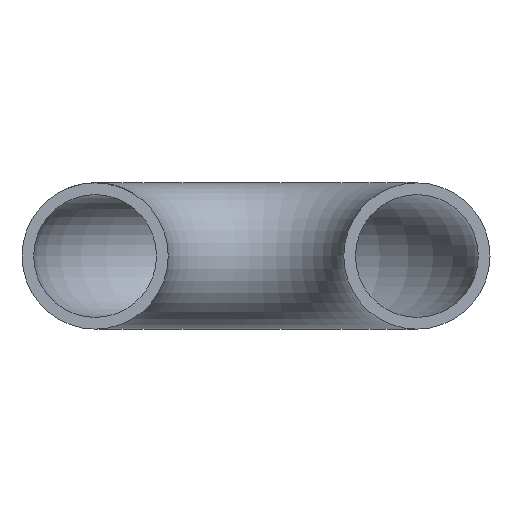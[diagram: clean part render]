
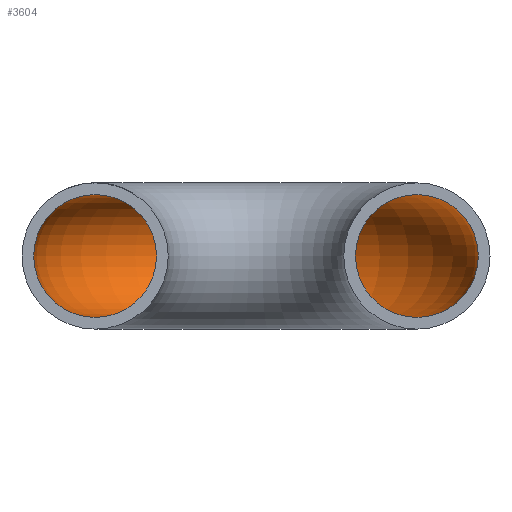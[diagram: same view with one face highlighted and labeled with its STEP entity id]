
A CAD part, front view. The second image highlights one B-rep face of the part: STEP entity #3604.
In plain terms, the highlighted toroidal (fillet/blend) face has major radius 27.5 mm and minor radius 10.5 mm.
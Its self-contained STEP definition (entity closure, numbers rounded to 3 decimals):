
#312 = DIRECTION ( 'NONE',  ( 0., 1., 0. ) ) ;
#578 = CIRCLE ( 'NONE', #8566, 10.5 ) ;
#799 = CIRCLE ( 'NONE', #7238, 10.5 ) ;
#1107 = DIRECTION ( 'NONE',  ( -1., 0., 0. ) ) ;
#1795 = VERTEX_POINT ( 'NONE', #7509 ) ;
#1977 = AXIS2_PLACEMENT_3D ( 'NONE', #8776, #8921, #1107 ) ;
#2041 = VERTEX_POINT ( 'NONE', #11282 ) ;
#2407 = ORIENTED_EDGE ( 'NONE', *, *, #9485, .T. ) ;
#2924 = EDGE_LOOP ( 'NONE', ( #6187 ) ) ;
#3580 = FACE_OUTER_BOUND ( 'NONE', #2924, .T. ) ;
#3604 = ADVANCED_FACE ( 'NONE', ( #13725, #3580 ), #5968, .F. ) ;
#5968 = TOROIDAL_SURFACE ( 'NONE', #1977, 27.5, 10.5 ) ;
#6163 = CARTESIAN_POINT ( 'NONE',  ( 27.5, 0., 0. ) ) ;
#6187 = ORIENTED_EDGE ( 'NONE', *, *, #9142, .F. ) ;
#6453 = DIRECTION ( 'NONE',  ( 0., 0., 1. ) ) ;
#6952 = EDGE_LOOP ( 'NONE', ( #2407 ) ) ;
#7238 = AXIS2_PLACEMENT_3D ( 'NONE', #12620, #312, #6453 ) ;
#7509 = CARTESIAN_POINT ( 'NONE',  ( 38., 0., 0. ) ) ;
#8435 = DIRECTION ( 'NONE',  ( 0., -1., 0. ) ) ;
#8566 = AXIS2_PLACEMENT_3D ( 'NONE', #6163, #8435, #9272 ) ;
#8776 = CARTESIAN_POINT ( 'NONE',  ( 0., 0., 0. ) ) ;
#8921 = DIRECTION ( 'NONE',  ( 0., 0., -1. ) ) ;
#9142 = EDGE_CURVE ( 'NONE', #2041, #2041, #799, .T. ) ;
#9272 = DIRECTION ( 'NONE',  ( 1., 0., 0. ) ) ;
#9485 = EDGE_CURVE ( 'NONE', #1795, #1795, #578, .T. ) ;
#11282 = CARTESIAN_POINT ( 'NONE',  ( -27.5, 0., 10.5 ) ) ;
#12620 = CARTESIAN_POINT ( 'NONE',  ( -27.5, 0., 0. ) ) ;
#13725 = FACE_OUTER_BOUND ( 'NONE', #6952, .T. ) ;
